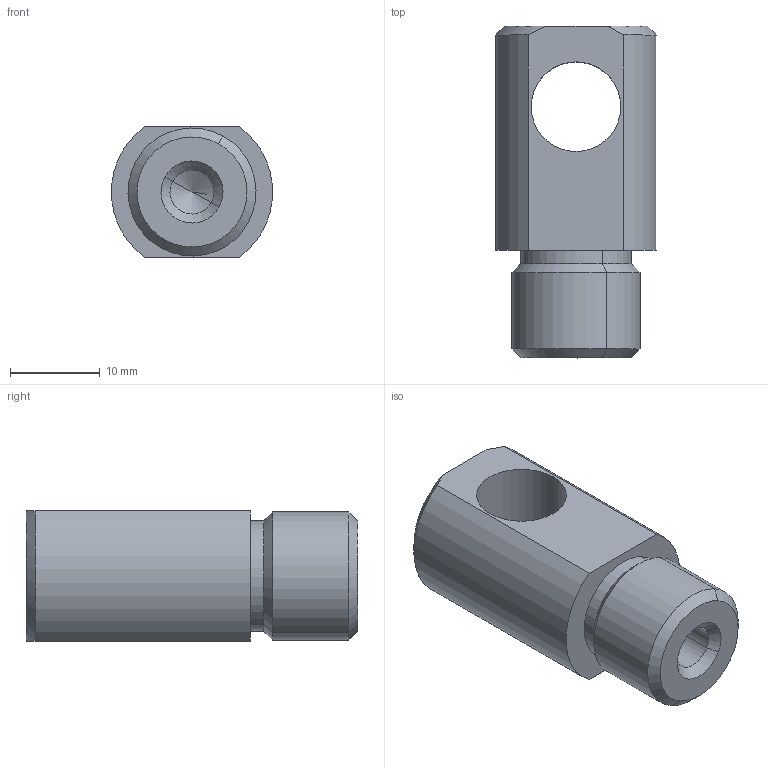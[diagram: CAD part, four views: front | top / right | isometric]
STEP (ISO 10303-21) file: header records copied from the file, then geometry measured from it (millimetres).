
FILE_DESCRIPTION(('CATIA V5 STEP Exchange'),'2;1');
FILE_NAME('pedal-expo.stp','2023-01-28T15:46:13+00:00',('none'),('none'),'CATIA Version 5 Release 20 GA (IN-10)','CATIA V5 STEP AP203','none');
FILE_SCHEMA(('CONFIG_CONTROL_DESIGN'));
Length unit declared in the file: millimetre
Products named in the file (1): Part1
Bounding box: 17.93 x 37 x 14.5 mm (x, y, z)
Volume: 5989.4 mm3; surface area: 2971.1 mm2
Topology: 1 solids, 1 shells, 27 faces, 62 edges, 37 vertices
Faces by surface type: cone 12, cylinder 10, plane 5
Entity records: 740 total; most frequent: CARTESIAN_POINT 141, ORIENTED_EDGE 120, DIRECTION 92, EDGE_CURVE 60, AXIS2_PLACEMENT_3D 48, VERTEX_POINT 37, EDGE_LOOP 31, CIRCLE 28
